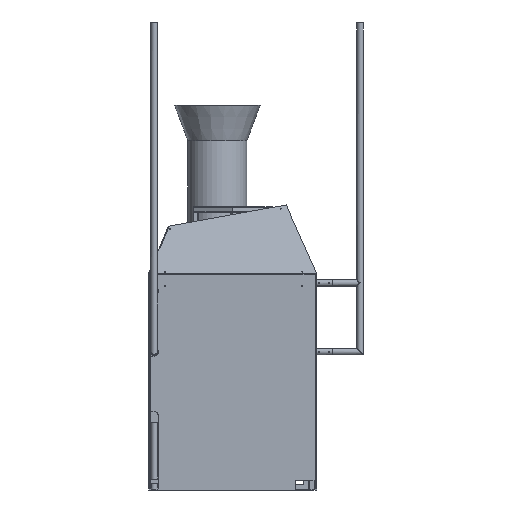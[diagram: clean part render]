
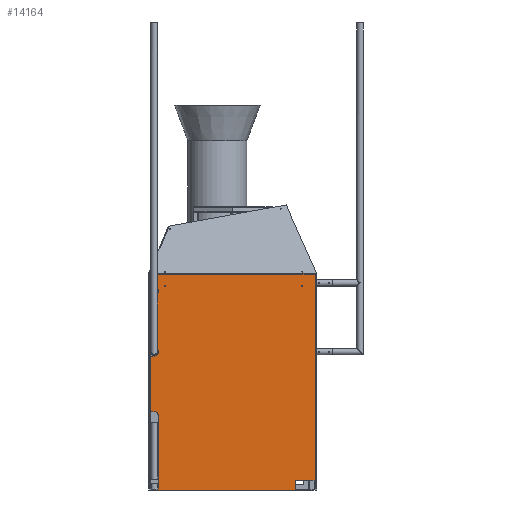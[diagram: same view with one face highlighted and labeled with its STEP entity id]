
A CAD part, front view. The second image highlights one B-rep face of the part: STEP entity #14164.
In plain terms, the highlighted planar face has unit normal (0, -1, 0).
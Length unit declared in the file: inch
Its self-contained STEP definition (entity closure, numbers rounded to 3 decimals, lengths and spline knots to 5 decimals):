
#400=LINE('',#20428,#1654);
#416=LINE('',#20472,#1670);
#418=LINE('',#20476,#1672);
#420=LINE('',#20480,#1674);
#423=LINE('',#20488,#1677);
#425=LINE('',#20492,#1679);
#427=LINE('',#20496,#1681);
#430=LINE('',#20504,#1684);
#432=LINE('',#20508,#1686);
#434=LINE('',#20512,#1688);
#437=LINE('',#20517,#1691);
#438=LINE('',#20520,#1692);
#440=LINE('',#20528,#1694);
#441=LINE('',#20529,#1695);
#1654=VECTOR('',#16558,2.25);
#1670=VECTOR('',#16590,1.);
#1672=VECTOR('',#16594,14.125);
#1674=VECTOR('',#16598,1.);
#1677=VECTOR('',#16607,1.);
#1679=VECTOR('',#16611,13.25);
#1681=VECTOR('',#16615,1.);
#1684=VECTOR('',#16624,1.);
#1686=VECTOR('',#16628,3.125);
#1688=VECTOR('',#16632,42.);
#1691=VECTOR('',#16637,52.5);
#1692=VECTOR('',#16640,4.75);
#1694=VECTOR('',#16650,19.);
#1695=VECTOR('',#16651,35.);
#3249=FACE_BOUND('',#4752,.T.);
#3250=FACE_BOUND('',#4753,.T.);
#3909=FACE_OUTER_BOUND('',#4751,.T.);
#4751=EDGE_LOOP('',(#9968,#9969,#9970,#9971,#9972,#9973,#9974,#9975,#9976,
#9977,#9978,#9979,#9980,#9981,#9982,#9983,#9984,#9985));
#4752=EDGE_LOOP('',(#9986));
#4753=EDGE_LOOP('',(#9987));
#6184=CIRCLE('',#15204,1.125);
#6185=CIRCLE('',#15209,1.125);
#6186=CIRCLE('',#15216,0.25);
#6187=CIRCLE('',#15218,1.);
#6188=CIRCLE('',#15219,0.125);
#6189=CIRCLE('',#15220,0.125);
#6607=VERTEX_POINT('',#20425);
#6608=VERTEX_POINT('',#20427);
#6627=VERTEX_POINT('',#20469);
#6628=VERTEX_POINT('',#20471);
#6629=VERTEX_POINT('',#20475);
#6630=VERTEX_POINT('',#20479);
#6631=VERTEX_POINT('',#20483);
#6632=VERTEX_POINT('',#20487);
#6633=VERTEX_POINT('',#20491);
#6634=VERTEX_POINT('',#20495);
#6635=VERTEX_POINT('',#20499);
#6636=VERTEX_POINT('',#20503);
#6637=VERTEX_POINT('',#20507);
#6638=VERTEX_POINT('',#20511);
#6639=VERTEX_POINT('',#20515);
#6640=VERTEX_POINT('',#20519);
#6641=VERTEX_POINT('',#20525);
#6642=VERTEX_POINT('',#20527);
#6643=VERTEX_POINT('',#20530);
#6644=VERTEX_POINT('',#20532);
#8001=EDGE_CURVE('',#6607,#6608,#400,.T.);
#8023=EDGE_CURVE('',#6627,#6628,#416,.T.);
#8025=EDGE_CURVE('',#6628,#6629,#418,.T.);
#8027=EDGE_CURVE('',#6630,#6629,#420,.T.);
#8029=EDGE_CURVE('',#6630,#6631,#6184,.T.);
#8031=EDGE_CURVE('',#6631,#6632,#423,.T.);
#8033=EDGE_CURVE('',#6632,#6633,#425,.T.);
#8035=EDGE_CURVE('',#6634,#6633,#427,.T.);
#8037=EDGE_CURVE('',#6634,#6635,#6185,.T.);
#8039=EDGE_CURVE('',#6635,#6636,#430,.T.);
#8041=EDGE_CURVE('',#6636,#6637,#432,.T.);
#8043=EDGE_CURVE('',#6637,#6638,#434,.T.);
#8046=EDGE_CURVE('',#6639,#6638,#437,.T.);
#8047=EDGE_CURVE('',#6639,#6640,#438,.T.);
#8049=EDGE_CURVE('',#6640,#6607,#6186,.T.);
#8050=EDGE_CURVE('',#6641,#6627,#6187,.T.);
#8051=EDGE_CURVE('',#6642,#6641,#440,.T.);
#8052=EDGE_CURVE('',#6608,#6642,#441,.T.);
#8053=EDGE_CURVE('',#6643,#6643,#6188,.T.);
#8054=EDGE_CURVE('',#6644,#6644,#6189,.T.);
#9968=ORIENTED_EDGE('',*,*,#8023,.F.);
#9969=ORIENTED_EDGE('',*,*,#8050,.F.);
#9970=ORIENTED_EDGE('',*,*,#8051,.F.);
#9971=ORIENTED_EDGE('',*,*,#8052,.F.);
#9972=ORIENTED_EDGE('',*,*,#8001,.F.);
#9973=ORIENTED_EDGE('',*,*,#8049,.F.);
#9974=ORIENTED_EDGE('',*,*,#8047,.F.);
#9975=ORIENTED_EDGE('',*,*,#8046,.T.);
#9976=ORIENTED_EDGE('',*,*,#8043,.F.);
#9977=ORIENTED_EDGE('',*,*,#8041,.F.);
#9978=ORIENTED_EDGE('',*,*,#8039,.F.);
#9979=ORIENTED_EDGE('',*,*,#8037,.F.);
#9980=ORIENTED_EDGE('',*,*,#8035,.T.);
#9981=ORIENTED_EDGE('',*,*,#8033,.F.);
#9982=ORIENTED_EDGE('',*,*,#8031,.F.);
#9983=ORIENTED_EDGE('',*,*,#8029,.F.);
#9984=ORIENTED_EDGE('',*,*,#8027,.T.);
#9985=ORIENTED_EDGE('',*,*,#8025,.F.);
#9986=ORIENTED_EDGE('',*,*,#8053,.F.);
#9987=ORIENTED_EDGE('',*,*,#8054,.F.);
#13487=PLANE('',#15217);
#14164=ADVANCED_FACE('',(#3909,#3249,#3250),#13487,.T.);
#15204=AXIS2_PLACEMENT_3D('',#20484,#16602,#16603);
#15209=AXIS2_PLACEMENT_3D('',#20500,#16619,#16620);
#15216=AXIS2_PLACEMENT_3D('',#20523,#16644,#16645);
#15217=AXIS2_PLACEMENT_3D('',#20524,#16646,#16647);
#15218=AXIS2_PLACEMENT_3D('',#20526,#16648,#16649);
#15219=AXIS2_PLACEMENT_3D('',#20531,#16652,#16653);
#15220=AXIS2_PLACEMENT_3D('',#20533,#16654,#16655);
#16558=DIRECTION('',(0.,0.,-1.));
#16590=DIRECTION('',(-1.,0.,0.));
#16594=DIRECTION('',(0.,0.,1.));
#16598=DIRECTION('',(-1.,0.,0.));
#16602=DIRECTION('center_axis',(0.,-1.,0.));
#16603=DIRECTION('ref_axis',(0.,0.,-1.));
#16607=DIRECTION('',(-1.,0.,0.));
#16611=DIRECTION('',(0.,0.,1.));
#16615=DIRECTION('',(-1.,0.,0.));
#16619=DIRECTION('center_axis',(0.,-1.,0.));
#16620=DIRECTION('ref_axis',(0.,0.,-1.));
#16624=DIRECTION('',(-1.,0.,0.));
#16628=DIRECTION('',(0.,0.,1.));
#16632=DIRECTION('',(1.,0.,0.));
#16637=DIRECTION('',(0.,0.,1.));
#16640=DIRECTION('',(-1.,0.,0.));
#16644=DIRECTION('center_axis',(0.,-1.,0.));
#16645=DIRECTION('ref_axis',(0.,0.,1.));
#16646=DIRECTION('center_axis',(0.,-1.,0.));
#16647=DIRECTION('ref_axis',(1.,0.,0.));
#16648=DIRECTION('center_axis',(0.,-1.,0.));
#16649=DIRECTION('ref_axis',(1.,0.,0.));
#16650=DIRECTION('',(0.,0.,1.));
#16651=DIRECTION('',(-1.,0.,0.));
#16652=DIRECTION('center_axis',(0.,-1.,0.));
#16653=DIRECTION('ref_axis',(0.,0.,-1.));
#16654=DIRECTION('center_axis',(0.,-1.,0.));
#16655=DIRECTION('ref_axis',(0.,0.,1.));
#20425=CARTESIAN_POINT('',(16.,-21.275,2.25));
#20427=CARTESIAN_POINT('',(16.,-21.275,0.));
#20428=CARTESIAN_POINT('',(16.,-21.275,2.25));
#20469=CARTESIAN_POINT('',(-20.,-21.275,20.));
#20471=CARTESIAN_POINT('',(-21.,-21.275,20.));
#20472=CARTESIAN_POINT('',(-20.,-21.275,20.));
#20475=CARTESIAN_POINT('',(-21.,-21.275,34.125));
#20476=CARTESIAN_POINT('',(-21.,-21.275,20.));
#20479=CARTESIAN_POINT('',(-20.,-21.275,34.125));
#20480=CARTESIAN_POINT('',(-20.,-21.275,34.125));
#20483=CARTESIAN_POINT('',(-20.,-21.275,36.375));
#20484=CARTESIAN_POINT('Origin',(-20.,-21.275,35.25));
#20487=CARTESIAN_POINT('',(-21.,-21.275,36.375));
#20488=CARTESIAN_POINT('',(-20.,-21.275,36.375));
#20491=CARTESIAN_POINT('',(-21.,-21.275,49.625));
#20492=CARTESIAN_POINT('',(-21.,-21.275,36.375));
#20495=CARTESIAN_POINT('',(-20.,-21.275,49.625));
#20496=CARTESIAN_POINT('',(-20.,-21.275,49.625));
#20499=CARTESIAN_POINT('',(-20.,-21.275,51.875));
#20500=CARTESIAN_POINT('Origin',(-20.,-21.275,50.75));
#20503=CARTESIAN_POINT('',(-21.,-21.275,51.875));
#20504=CARTESIAN_POINT('',(-20.,-21.275,51.875));
#20507=CARTESIAN_POINT('',(-21.,-21.275,55.));
#20508=CARTESIAN_POINT('',(-21.,-21.275,51.875));
#20511=CARTESIAN_POINT('',(21.,-21.275,55.));
#20512=CARTESIAN_POINT('',(-21.,-21.275,55.));
#20515=CARTESIAN_POINT('',(21.,-21.275,2.5));
#20517=CARTESIAN_POINT('',(21.,-21.275,2.5));
#20519=CARTESIAN_POINT('',(16.25,-21.275,2.5));
#20520=CARTESIAN_POINT('',(21.,-21.275,2.5));
#20523=CARTESIAN_POINT('Origin',(16.25,-21.275,2.25));
#20524=CARTESIAN_POINT('Origin',(0.,-21.275,27.5));
#20525=CARTESIAN_POINT('',(-19.,-21.275,19.));
#20526=CARTESIAN_POINT('Origin',(-20.,-21.275,19.));
#20527=CARTESIAN_POINT('',(-19.,-21.275,0.));
#20528=CARTESIAN_POINT('',(-19.,-21.275,0.));
#20529=CARTESIAN_POINT('',(16.,-21.275,0.));
#20530=CARTESIAN_POINT('',(17.875,-21.275,52.));
#20531=CARTESIAN_POINT('Origin',(17.75,-21.275,52.));
#20532=CARTESIAN_POINT('',(-17.375,-21.275,52.));
#20533=CARTESIAN_POINT('Origin',(-17.25,-21.275,52.));
